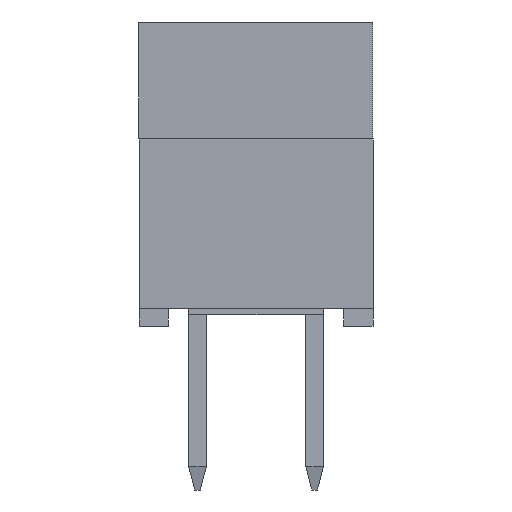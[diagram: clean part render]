
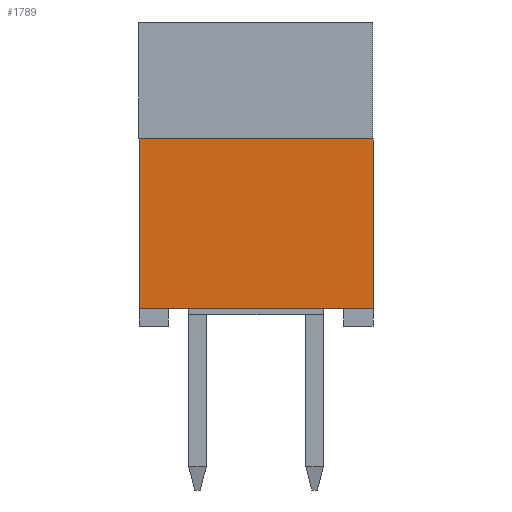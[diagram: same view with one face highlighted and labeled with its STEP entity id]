
A CAD part, left-side view. The second image highlights one B-rep face of the part: STEP entity #1789.
In plain terms, the highlighted planar face has unit normal (-1, 0, 0).
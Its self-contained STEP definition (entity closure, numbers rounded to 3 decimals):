
#1789 = ADVANCED_FACE( '', ( #3521 ), #3522, .T. );
#3521 = FACE_OUTER_BOUND( '', #5332, .T. );
#3522 = PLANE( '', #5333 );
#5332 = EDGE_LOOP( '', ( #10137, #10138, #10139, #10140 ) );
#5333 = AXIS2_PLACEMENT_3D( '', #10141, #10142, #10143 );
#10137 = ORIENTED_EDGE( '', *, *, #13564, .T. );
#10138 = ORIENTED_EDGE( '', *, *, #13682, .T. );
#10139 = ORIENTED_EDGE( '', *, *, #13625, .T. );
#10140 = ORIENTED_EDGE( '', *, *, #11819, .T. );
#10141 = CARTESIAN_POINT( '', ( -17.05, 0., 0. ) );
#10142 = DIRECTION( '', ( -1., 0., 0. ) );
#10143 = DIRECTION( '', ( 0., 0., 1. ) );
#11819 = EDGE_CURVE( '', #14373, #14371, #14374, .T. );
#13564 = EDGE_CURVE( '', #14371, #17038, #17039, .T. );
#13625 = EDGE_CURVE( '', #17110, #14373, #17111, .T. );
#13682 = EDGE_CURVE( '', #17038, #17110, #17177, .T. );
#14371 = VERTEX_POINT( '', #18099 );
#14373 = VERTEX_POINT( '', #18102 );
#14374 = LINE( '', #18103, #18104 );
#17038 = VERTEX_POINT( '', #21913 );
#17039 = LINE( '', #21914, #21915 );
#17110 = VERTEX_POINT( '', #22024 );
#17111 = LINE( '', #22025, #22026 );
#17177 = LINE( '', #22121, #22122 );
#18099 = CARTESIAN_POINT( '', ( -17.05, -2., -1.45 ) );
#18102 = CARTESIAN_POINT( '', ( -17.05, 2., -1.45 ) );
#18103 = CARTESIAN_POINT( '', ( -17.05, 2., -1.45 ) );
#18104 = VECTOR( '', #22710, 1000. );
#21913 = CARTESIAN_POINT( '', ( -17.05, -2., 1.45 ) );
#21914 = CARTESIAN_POINT( '', ( -17.05, -2., -1.45 ) );
#21915 = VECTOR( '', #24465, 1000. );
#22024 = CARTESIAN_POINT( '', ( -17.05, 2., 1.45 ) );
#22025 = CARTESIAN_POINT( '', ( -17.05, 2., 1.45 ) );
#22026 = VECTOR( '', #24513, 1000. );
#22121 = CARTESIAN_POINT( '', ( -17.05, -2., 1.45 ) );
#22122 = VECTOR( '', #24576, 1000. );
#22710 = DIRECTION( '', ( 0., -1., 0. ) );
#24465 = DIRECTION( '', ( 0., 0., 1. ) );
#24513 = DIRECTION( '', ( 0., 0., -1. ) );
#24576 = DIRECTION( '', ( 0., 1., 0. ) );
